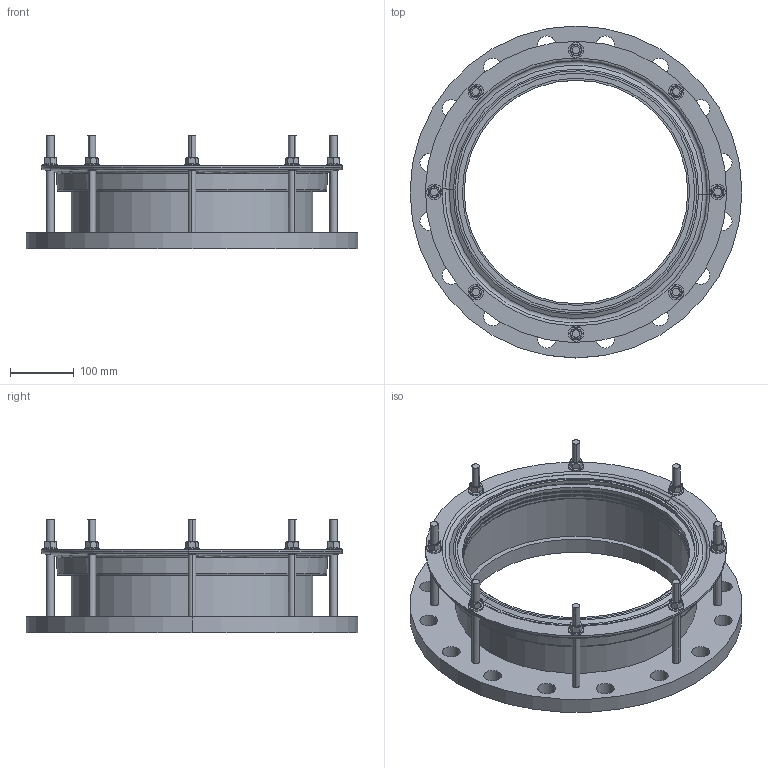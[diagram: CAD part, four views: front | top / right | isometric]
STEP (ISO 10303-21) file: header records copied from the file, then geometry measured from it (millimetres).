
FILE_DESCRIPTION (( 'STEP AP203' ), '1' );
FILE_NAME ('O_260_30_DN350_step.STEP', '2015-06-15T03:30:09', ( '' ), ( '' ), 'SwSTEP 2.0', 'SolidWorks 2012', '' );
FILE_SCHEMA (( 'CONFIG_CONTROL_DESIGN' ));
Length unit declared in the file: millimetre
Products named in the file (1): O_260_30_DN350_step
Bounding box: 520 x 520 x 178 mm (x, y, z)
Volume: 4965524.4 mm3; surface area: 750411.7 mm2
Topology: 1 solids, 1 shells, 245 faces, 628 edges, 412 vertices
Faces by surface type: cylinder 104, plane 85, cone 42, torus 14
Entity records: 9065 total; most frequent: CARTESIAN_POINT 2990, ORIENTED_EDGE 1256, DIRECTION 1226, EDGE_CURVE 628, AXIS2_PLACEMENT_3D 516, VERTEX_POINT 412, EDGE_LOOP 322, CIRCLE 270
